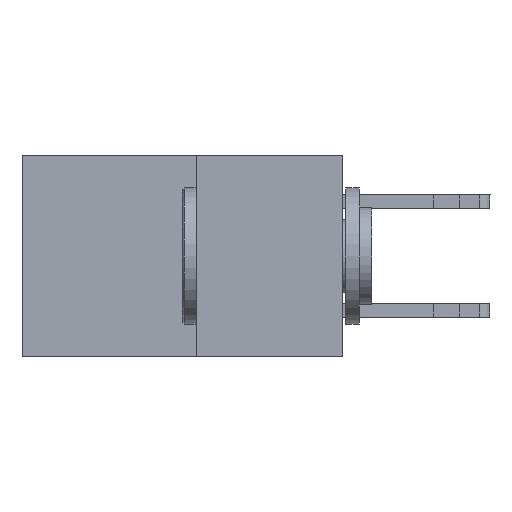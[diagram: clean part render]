
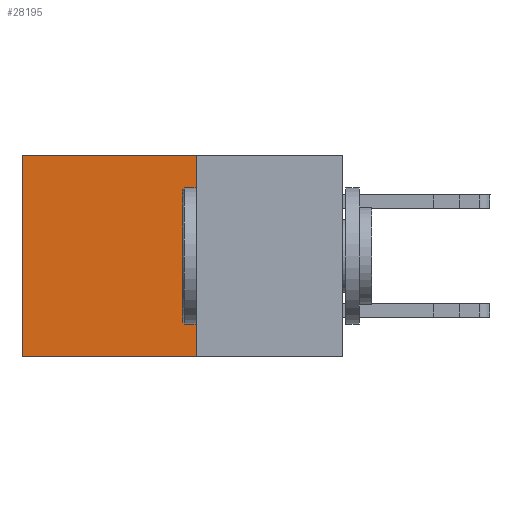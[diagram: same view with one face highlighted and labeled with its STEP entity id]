
A CAD part, left-side view. The second image highlights one B-rep face of the part: STEP entity #28195.
In plain terms, the highlighted planar face has unit normal (-1, 0, 0).
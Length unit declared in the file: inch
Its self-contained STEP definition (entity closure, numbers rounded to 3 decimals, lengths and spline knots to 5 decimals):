
#301 = CARTESIAN_POINT ( 'NONE',  ( 0.277, 0.27, 0. ) ) ;
#674 = EDGE_CURVE ( 'NONE', #6270, #26611, #19165, .T. ) ;
#766 = ORIENTED_EDGE ( 'NONE', *, *, #18137, .T. ) ;
#1640 = CARTESIAN_POINT ( 'NONE',  ( 0.277, 0.27, -0.37 ) ) ;
#1990 = DIRECTION ( 'NONE',  ( 0., 0., -1. ) ) ;
#3569 = FACE_OUTER_BOUND ( 'NONE', #14163, .T. ) ;
#5447 = DIRECTION ( 'NONE',  ( 1., 0., 0. ) ) ;
#5455 = VECTOR ( 'NONE', #27307, 39.37008 ) ;
#6270 = VERTEX_POINT ( 'NONE', #301 ) ;
#8351 = LINE ( 'NONE', #27991, #9661 ) ;
#8496 = LINE ( 'NONE', #10525, #23961 ) ;
#9661 = VECTOR ( 'NONE', #1990, 39.37008 ) ;
#10135 = VECTOR ( 'NONE', #17139, 39.37008 ) ;
#10525 = CARTESIAN_POINT ( 'NONE',  ( 0.277, 0.27, 0. ) ) ;
#11987 = ORIENTED_EDGE ( 'NONE', *, *, #23769, .F. ) ;
#12098 = DIRECTION ( 'NONE',  ( 0., 0., -1. ) ) ;
#12370 = CARTESIAN_POINT ( 'NONE',  ( 0.277, 0.27, -0.37 ) ) ;
#14163 = EDGE_LOOP ( 'NONE', ( #766, #11987, #22766, #23413 ) ) ;
#14320 = CARTESIAN_POINT ( 'NONE',  ( 0.277, 0.27, -0.37 ) ) ;
#15121 = VERTEX_POINT ( 'NONE', #27257 ) ;
#17139 = DIRECTION ( 'NONE',  ( 0., 0., -1. ) ) ;
#17325 = DIRECTION ( 'NONE',  ( 0., 1., 0. ) ) ;
#18137 = EDGE_CURVE ( 'NONE', #15121, #25224, #8351, .T. ) ;
#18237 = EDGE_CURVE ( 'NONE', #6270, #15121, #8496, .T. ) ;
#18486 = AXIS2_PLACEMENT_3D ( 'NONE', #20777, #5447, #12098 ) ;
#18523 = LINE ( 'NONE', #14320, #5455 ) ;
#19165 = LINE ( 'NONE', #12370, #10135 ) ;
#20777 = CARTESIAN_POINT ( 'NONE',  ( 0.277, 0.27, -0.37 ) ) ;
#22766 = ORIENTED_EDGE ( 'NONE', *, *, #674, .F. ) ;
#23413 = ORIENTED_EDGE ( 'NONE', *, *, #18237, .T. ) ;
#23769 = EDGE_CURVE ( 'NONE', #26611, #25224, #18523, .T. ) ;
#23961 = VECTOR ( 'NONE', #17325, 39.37008 ) ;
#25224 = VERTEX_POINT ( 'NONE', #26802 ) ;
#26611 = VERTEX_POINT ( 'NONE', #1640 ) ;
#26802 = CARTESIAN_POINT ( 'NONE',  ( 0.277, 0.59, -0.37 ) ) ;
#27257 = CARTESIAN_POINT ( 'NONE',  ( 0.277, 0.59, 0. ) ) ;
#27307 = DIRECTION ( 'NONE',  ( 0., 1., 0. ) ) ;
#27409 = PLANE ( 'NONE',  #18486 ) ;
#27991 = CARTESIAN_POINT ( 'NONE',  ( 0.277, 0.59, -0.37 ) ) ;
#28195 = ADVANCED_FACE ( 'NONE', ( #3569 ), #27409, .F. ) ;
